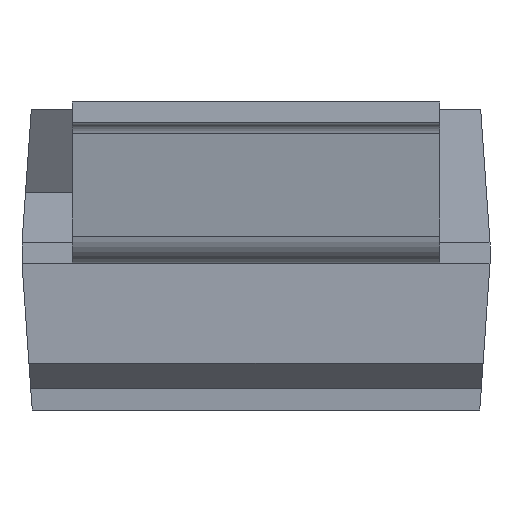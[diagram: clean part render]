
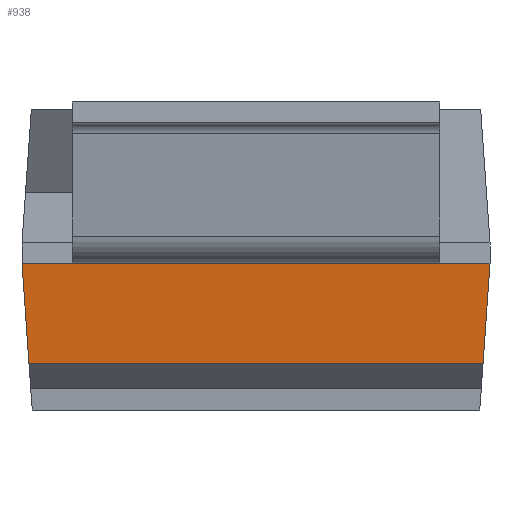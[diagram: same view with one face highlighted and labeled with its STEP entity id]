
A CAD part, front view. The second image highlights one B-rep face of the part: STEP entity #938.
In plain terms, the highlighted planar face has unit normal (0, -0.998, -0.07).
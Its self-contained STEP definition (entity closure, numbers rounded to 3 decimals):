
#39=PLANE('',#1029);
#90=FACE_OUTER_BOUND('',#141,.T.);
#141=EDGE_LOOP('',(#769,#770,#771,#772,#773,#774));
#186=LINE('',#1367,#298);
#191=LINE('',#1377,#303);
#192=LINE('',#1380,#304);
#230=LINE('',#1477,#342);
#233=LINE('',#1482,#345);
#234=LINE('',#1483,#346);
#298=VECTOR('',#1113,10.);
#303=VECTOR('',#1124,10.);
#304=VECTOR('',#1127,10.);
#342=VECTOR('',#1217,10.);
#345=VECTOR('',#1222,10.);
#346=VECTOR('',#1223,10.);
#424=VERTEX_POINT('',#1363);
#425=VERTEX_POINT('',#1365);
#427=VERTEX_POINT('',#1375);
#428=VERTEX_POINT('',#1379);
#460=VERTEX_POINT('',#1474);
#461=VERTEX_POINT('',#1476);
#516=EDGE_CURVE('',#424,#425,#186,.T.);
#521=EDGE_CURVE('',#425,#427,#191,.T.);
#522=EDGE_CURVE('',#428,#424,#192,.T.);
#569=EDGE_CURVE('',#460,#461,#230,.T.);
#572=EDGE_CURVE('',#428,#460,#233,.T.);
#573=EDGE_CURVE('',#427,#461,#234,.T.);
#769=ORIENTED_EDGE('',*,*,#569,.F.);
#770=ORIENTED_EDGE('',*,*,#572,.F.);
#771=ORIENTED_EDGE('',*,*,#522,.T.);
#772=ORIENTED_EDGE('',*,*,#516,.T.);
#773=ORIENTED_EDGE('',*,*,#521,.T.);
#774=ORIENTED_EDGE('',*,*,#573,.T.);
#938=ADVANCED_FACE('',(#90),#39,.T.);
#1029=AXIS2_PLACEMENT_3D('',#1481,#1220,#1221);
#1113=DIRECTION('',(-1.,0.,0.));
#1124=DIRECTION('',(-1.,0.,0.));
#1127=DIRECTION('',(-1.,0.,0.));
#1217=DIRECTION('',(-1.,0.,0.));
#1220=DIRECTION('center_axis',(0.,-0.998,
-0.07));
#1221=DIRECTION('ref_axis',(0.,0.07,-0.998));
#1222=DIRECTION('',(-0.07,0.07,-0.995));
#1223=DIRECTION('',(0.07,0.07,-0.995));
#1363=CARTESIAN_POINT('',(1.1,-1.6,0.675));
#1365=CARTESIAN_POINT('',(-1.1,-1.6,0.675));
#1367=CARTESIAN_POINT('',(0.7,-1.6,0.675));
#1375=CARTESIAN_POINT('',(-1.4,-1.6,0.675));
#1377=CARTESIAN_POINT('',(0.7,-1.6,0.675));
#1379=CARTESIAN_POINT('',(1.4,-1.6,0.675));
#1380=CARTESIAN_POINT('',(0.7,-1.6,0.675));
#1474=CARTESIAN_POINT('',(1.358,-1.558,0.08));
#1476=CARTESIAN_POINT('',(-1.358,-1.558,0.08));
#1477=CARTESIAN_POINT('',(1.05,-1.558,0.08));
#1481=CARTESIAN_POINT('Origin',(0.7,-1.569,0.238));
#1482=CARTESIAN_POINT('',(1.362,-1.562,0.132));
#1483=CARTESIAN_POINT('',(-1.363,-1.563,0.139));
